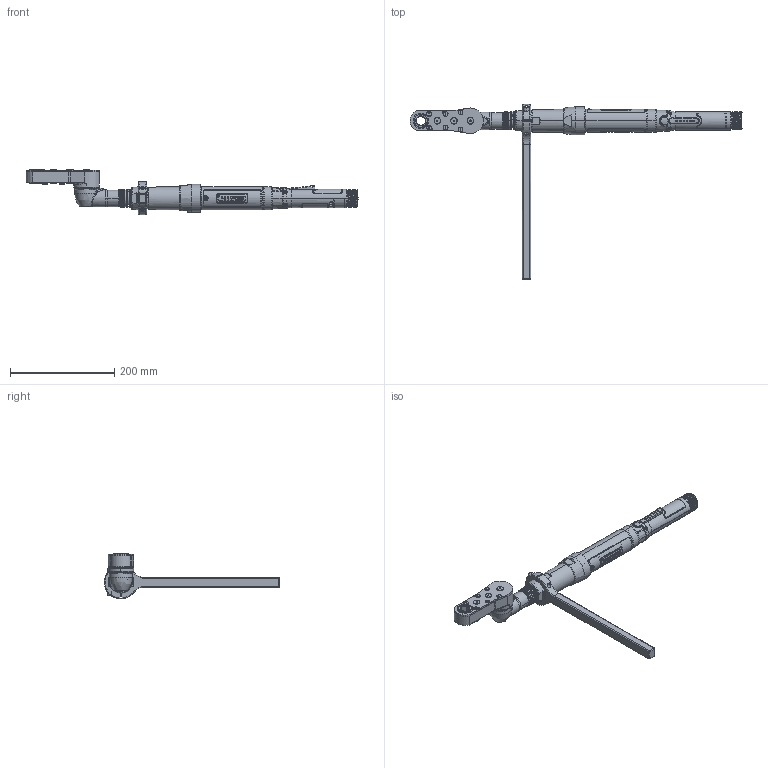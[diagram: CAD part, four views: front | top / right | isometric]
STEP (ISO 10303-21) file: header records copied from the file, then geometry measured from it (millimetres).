
FILE_DESCRIPTION((''),'2;1');
FILE_NAME('EB34LC10-58','2012-01-25T',('MAM0508'),(''),'PRO/ENGINEER BY PARAMETRIC TECHNOLOGY CORPORATION, 2010430','PRO/ENGINEER BY PARAMETRIC TECHNOLOGY CORPORATION, 2010430','');
FILE_SCHEMA(('CONFIG_CONTROL_DESIGN'));
Products named in the file (1): EB34LC10-58
Bounding box: 637.09 x 336.55 x 87.83 mm (x, y, z)
Surface area: 197287.2 mm2 (no closed solid volume)
Topology: 0 solids, 313 shells, 953 faces, 5376 edges, 4600 vertices
Faces by surface type: cylinder 428, plane 215, bspline 136, cone 80, torus 67, extrusion 16, sphere 11
Entity records: 77469 total; most frequent: CARTESIAN_POINT 41225, ORIENTED_EDGE 6474, DIRECTION 6255, EDGE_CURVE 5367, VERTEX_POINT 4600, AXIS2_PLACEMENT_3D 2258, B_SPLINE_CURVE_WITH_KNOTS 2203, VECTOR 1739
